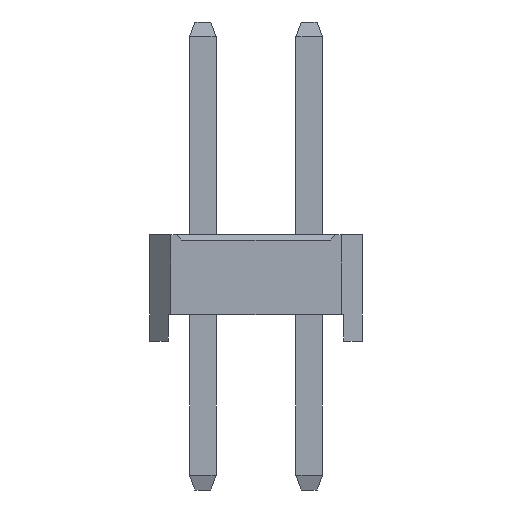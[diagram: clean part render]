
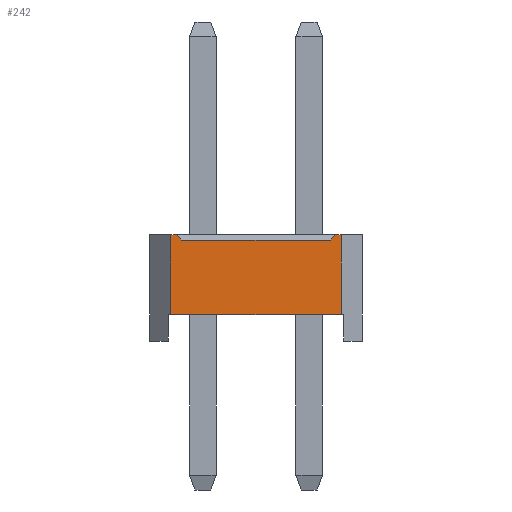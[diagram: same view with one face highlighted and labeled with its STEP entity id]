
A CAD part, left-side view. The second image highlights one B-rep face of the part: STEP entity #242.
In plain terms, the highlighted planar face has unit normal (-1, 0, 0).
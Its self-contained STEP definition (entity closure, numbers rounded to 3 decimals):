
#242=ADVANCED_FACE('',(#1172),#1174,.T.);
#1172=FACE_BOUND('',#1173,.T.);
#1173=EDGE_LOOP('',(#1919,#1920,#1921,#1922,#1923,#1924,#1925,#1926));
#1174=PLANE('',#1175);
#1175=AXIS2_PLACEMENT_3D('',#1176,#1177,#1178);
#1176=CARTESIAN_POINT('',(-1.,2.6,0.));
#1177=DIRECTION('',(-1.,0.,0.));
#1178=DIRECTION('',(0.,-1.,0.));
#1919=ORIENTED_EDGE('',*,*,#2386,.F.);
#1920=ORIENTED_EDGE('',*,*,#2387,.T.);
#1921=ORIENTED_EDGE('',*,*,#2388,.F.);
#1922=ORIENTED_EDGE('',*,*,#2311,.F.);
#1923=ORIENTED_EDGE('',*,*,#2389,.F.);
#1924=ORIENTED_EDGE('',*,*,#2276,.T.);
#1925=ORIENTED_EDGE('',*,*,#2385,.T.);
#1926=ORIENTED_EDGE('',*,*,#2315,.F.);
#2276=EDGE_CURVE('',#2533,#2531,#2534,.T.);
#2311=EDGE_CURVE('',#2601,#2603,#2604,.T.);
#2315=EDGE_CURVE('',#2609,#2611,#2612,.T.);
#2385=EDGE_CURVE('',#2531,#2611,#2730,.T.);
#2386=EDGE_CURVE('',#2731,#2609,#2732,.F.);
#2387=EDGE_CURVE('',#2731,#2733,#2734,.T.);
#2388=EDGE_CURVE('',#2603,#2733,#2735,.F.);
#2389=EDGE_CURVE('',#2533,#2601,#2736,.T.);
#2531=VERTEX_POINT('',#2946);
#2533=VERTEX_POINT('',#2950);
#2534=LINE('',#2951,#2952);
#2601=VERTEX_POINT('',#3086);
#2603=VERTEX_POINT('',#3090);
#2604=LINE('',#3091,#3092);
#2609=VERTEX_POINT('',#3102);
#2611=VERTEX_POINT('',#3106);
#2612=LINE('',#3107,#3108);
#2730=LINE('',#3365,#3366);
#2731=VERTEX_POINT('',#3368);
#2732=LINE('',#3369,#3370);
#2733=VERTEX_POINT('',#3372);
#2734=LINE('',#3373,#3374);
#2735=LINE('',#3376,#3377);
#2736=LINE('',#3379,#3380);
#2946=CARTESIAN_POINT('',(-1.,-0.6,0.5));
#2950=CARTESIAN_POINT('',(-1.,2.6,0.5));
#2951=CARTESIAN_POINT('',(-1.,2.6,0.5));
#2952=VECTOR('',#2953,1.);
#2953=DIRECTION('',(0.,-1.,0.));
#3086=CARTESIAN_POINT('',(-1.,2.6,2.));
#3090=CARTESIAN_POINT('',(-1.,2.5,2.));
#3091=CARTESIAN_POINT('',(-1.,2.6,2.));
#3092=VECTOR('',#3093,1.);
#3093=DIRECTION('',(0.,-1.,0.));
#3102=CARTESIAN_POINT('',(-1.,-0.5,2.));
#3106=CARTESIAN_POINT('',(-1.,-0.6,2.));
#3107=CARTESIAN_POINT('',(-1.,-0.5,2.));
#3108=VECTOR('',#3109,1.);
#3109=DIRECTION('',(0.,-1.,0.));
#3365=CARTESIAN_POINT('',(-1.,-0.6,0.5));
#3366=VECTOR('',#3367,1.);
#3367=DIRECTION('',(0.,0.,1.));
#3368=CARTESIAN_POINT('',(-1.,-0.4,1.9));
#3369=CARTESIAN_POINT('',(-1.,-0.5,2.));
#3370=VECTOR('',#3371,1.);
#3371=DIRECTION('',(0.,0.707,-0.707));
#3372=CARTESIAN_POINT('',(-1.,2.4,1.9));
#3373=CARTESIAN_POINT('',(-1.,-0.4,1.9));
#3374=VECTOR('',#3375,1.);
#3375=DIRECTION('',(0.,1.,0.));
#3376=CARTESIAN_POINT('',(-1.,2.4,1.9));
#3377=VECTOR('',#3378,1.);
#3378=DIRECTION('',(0.,0.707,0.707));
#3379=CARTESIAN_POINT('',(-1.,2.6,0.5));
#3380=VECTOR('',#3381,1.);
#3381=DIRECTION('',(0.,0.,1.));
